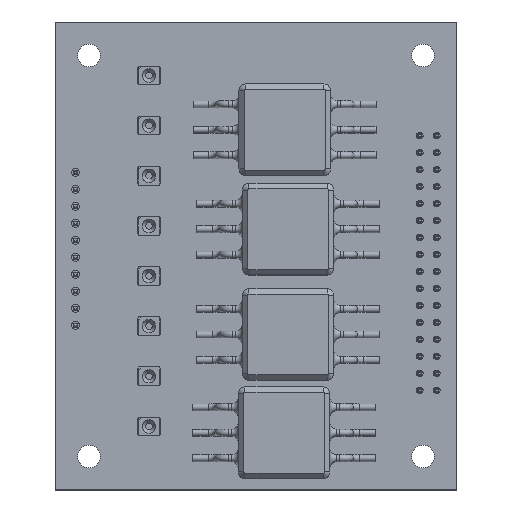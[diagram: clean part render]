
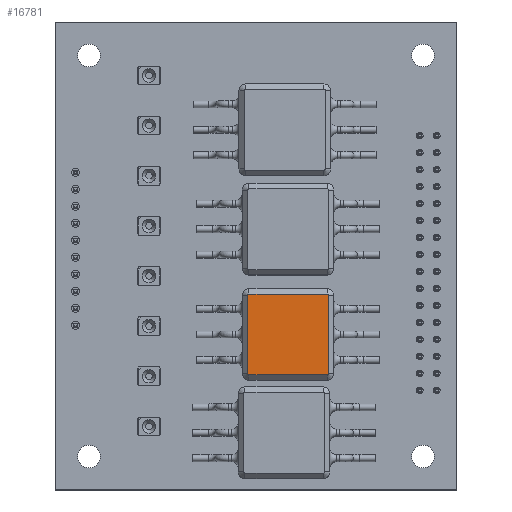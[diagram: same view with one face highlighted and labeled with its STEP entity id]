
A CAD part, top view. The second image highlights one B-rep face of the part: STEP entity #16781.
In plain terms, the highlighted planar face has unit normal (0, 0, 1).
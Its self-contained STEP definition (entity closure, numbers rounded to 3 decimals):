
#16781=ADVANCED_FACE('',(#29002),#29004,.T.);
#29002=FACE_BOUND('',#29003,.T.);
#29003=EDGE_LOOP('',(#36635,#36636,#36637,#36638,#36639,#36640,#36641,#36642));
#29004=PLANE('',#29005);
#29005=AXIS2_PLACEMENT_3D('',#29006,#29007,#29008);
#29006=CARTESIAN_POINT('',(0.,0.,6.6));
#29007=DIRECTION('',(0.,0.,1.));
#29008=DIRECTION('',(1.,0.,-0.));
#36635=ORIENTED_EDGE('',*,*,#40357,.T.);
#36636=ORIENTED_EDGE('',*,*,#40358,.T.);
#36637=ORIENTED_EDGE('',*,*,#40359,.T.);
#36638=ORIENTED_EDGE('',*,*,#40360,.T.);
#36639=ORIENTED_EDGE('',*,*,#40361,.T.);
#36640=ORIENTED_EDGE('',*,*,#40362,.T.);
#36641=ORIENTED_EDGE('',*,*,#40363,.T.);
#36642=ORIENTED_EDGE('',*,*,#40364,.T.);
#40357=EDGE_CURVE('',#45795,#45796,#45797,.T.);
#40358=EDGE_CURVE('',#45796,#45798,#45799,.T.);
#40359=EDGE_CURVE('',#45798,#45800,#45801,.T.);
#40360=EDGE_CURVE('',#45800,#45802,#45803,.T.);
#40361=EDGE_CURVE('',#45802,#45804,#45805,.T.);
#40362=EDGE_CURVE('',#45804,#45806,#45807,.T.);
#40363=EDGE_CURVE('',#45806,#45808,#45809,.T.);
#40364=EDGE_CURVE('',#45808,#45795,#45810,.T.);
#45795=VERTEX_POINT('',#57899);
#45796=VERTEX_POINT('',#57900);
#45797=LINE('',#57901,#57902);
#45798=VERTEX_POINT('',#57904);
#45799=CIRCLE('',#57905,0.2);
#45800=VERTEX_POINT('',#57909);
#45801=LINE('',#57910,#57911);
#45802=VERTEX_POINT('',#57913);
#45803=CIRCLE('',#57914,0.2);
#45804=VERTEX_POINT('',#57918);
#45805=LINE('',#57919,#57920);
#45806=VERTEX_POINT('',#57922);
#45807=CIRCLE('',#57923,0.2);
#45808=VERTEX_POINT('',#57927);
#45809=LINE('',#57928,#57929);
#45810=CIRCLE('',#57931,0.2);
#57899=CARTESIAN_POINT('',(12.7,12.9,6.6));
#57900=CARTESIAN_POINT('',(1.,12.9,6.6));
#57901=CARTESIAN_POINT('',(12.7,12.9,6.6));
#57902=VECTOR('',#57903,1.);
#57903=DIRECTION('',(-1.,0.,0.));
#57904=CARTESIAN_POINT('',(0.8,12.7,6.6));
#57905=AXIS2_PLACEMENT_3D('',#57906,#57907,#57908);
#57906=CARTESIAN_POINT('',(1.,12.7,6.6));
#57907=DIRECTION('',(0.,0.,1.));
#57908=DIRECTION('',(0.,1.,0.));
#57909=CARTESIAN_POINT('',(0.8,1.,6.6));
#57910=CARTESIAN_POINT('',(0.8,12.7,6.6));
#57911=VECTOR('',#57912,1.);
#57912=DIRECTION('',(0.,-1.,0.));
#57913=CARTESIAN_POINT('',(1.,0.8,6.6));
#57914=AXIS2_PLACEMENT_3D('',#57915,#57916,#57917);
#57915=CARTESIAN_POINT('',(1.,1.,6.6));
#57916=DIRECTION('',(0.,0.,1.));
#57917=DIRECTION('',(-1.,0.,0.));
#57918=CARTESIAN_POINT('',(12.7,0.8,6.6));
#57919=CARTESIAN_POINT('',(1.,0.8,6.6));
#57920=VECTOR('',#57921,1.);
#57921=DIRECTION('',(1.,0.,0.));
#57922=CARTESIAN_POINT('',(12.9,1.,6.6));
#57923=AXIS2_PLACEMENT_3D('',#57924,#57925,#57926);
#57924=CARTESIAN_POINT('',(12.7,1.,6.6));
#57925=DIRECTION('',(0.,-0.,1.));
#57926=DIRECTION('',(0.,-1.,0.));
#57927=CARTESIAN_POINT('',(12.9,12.7,6.6));
#57928=CARTESIAN_POINT('',(12.9,1.,6.6));
#57929=VECTOR('',#57930,1.);
#57930=DIRECTION('',(0.,1.,0.));
#57931=AXIS2_PLACEMENT_3D('',#57932,#57933,#57934);
#57932=CARTESIAN_POINT('',(12.7,12.7,6.6));
#57933=DIRECTION('',(0.,-0.,1.));
#57934=DIRECTION('',(1.,0.,0.));
